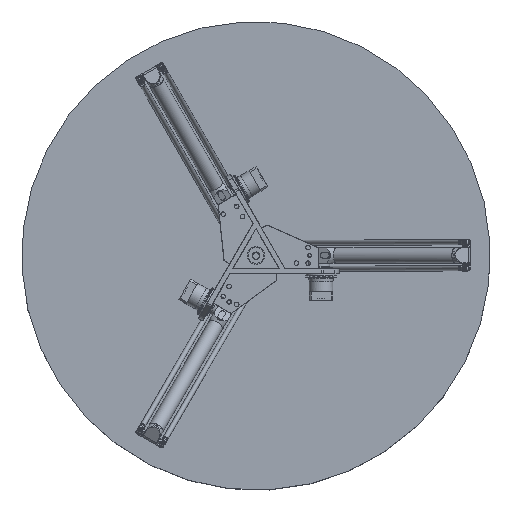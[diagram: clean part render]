
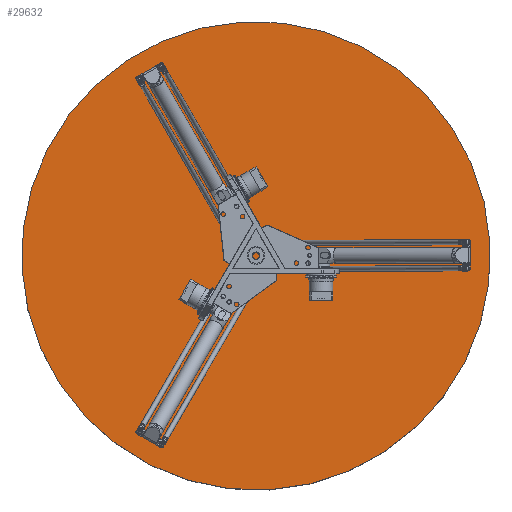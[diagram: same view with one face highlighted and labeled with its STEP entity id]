
A CAD part, top view. The second image highlights one B-rep face of the part: STEP entity #29632.
In plain terms, the highlighted face is planar.
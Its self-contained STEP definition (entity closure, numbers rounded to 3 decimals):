
#1990=CIRCLE('',#32273,900.);
#3974=FACE_OUTER_BOUND('',#5954,.T.);
#5954=EDGE_LOOP('',(#23763));
#13593=VERTEX_POINT('',#53704);
#17160=EDGE_CURVE('',#13593,#13593,#1990,.T.);
#23763=ORIENTED_EDGE('',*,*,#17160,.T.);
#27597=PLANE('',#32272);
#29632=ADVANCED_FACE('',(#3974),#27597,.T.);
#32272=AXIS2_PLACEMENT_3D('',#53703,#38669,#38670);
#32273=AXIS2_PLACEMENT_3D('',#53705,#38671,#38672);
#38669=DIRECTION('center_axis',(0.,0.,-1.));
#38670=DIRECTION('ref_axis',(-1.,0.,0.));
#38671=DIRECTION('center_axis',(0.,0.,-1.));
#38672=DIRECTION('ref_axis',(0.,-1.,0.));
#53703=CARTESIAN_POINT('Origin',(0.,-450.,-200.));
#53704=CARTESIAN_POINT('',(0.,-900.,-200.));
#53705=CARTESIAN_POINT('Origin',(0.,0.,-200.));
